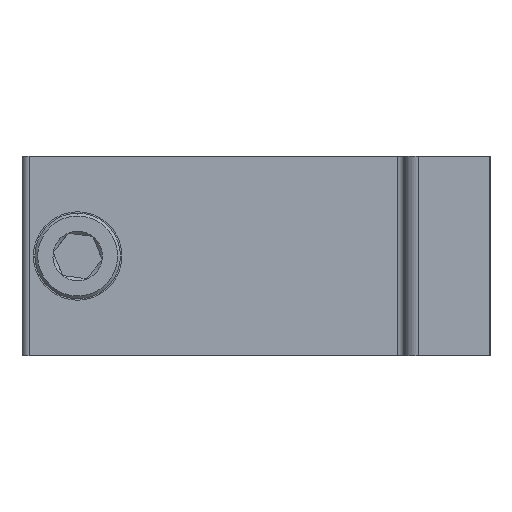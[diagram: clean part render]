
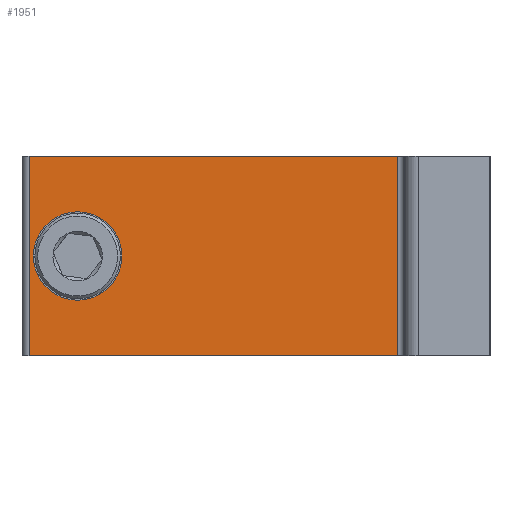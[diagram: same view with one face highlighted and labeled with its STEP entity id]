
A CAD part, left-side view. The second image highlights one B-rep face of the part: STEP entity #1951.
In plain terms, the highlighted planar face has unit normal (-1, 0, 0).
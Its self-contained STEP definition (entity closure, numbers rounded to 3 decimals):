
#51 = CARTESIAN_POINT ( 'NONE',  ( -9., 6., 14. ) ) ;
#73 = FACE_BOUND ( 'NONE', #375, .T. ) ;
#105 = VERTEX_POINT ( 'NONE', #1445 ) ;
#116 = CARTESIAN_POINT ( 'NONE',  ( -9., 32.3, 14. ) ) ;
#124 = DIRECTION ( 'NONE',  ( -1., 0., 0. ) ) ;
#218 = VERTEX_POINT ( 'NONE', #1323 ) ;
#275 = LINE ( 'NONE', #1768, #2056 ) ;
#286 = DIRECTION ( 'NONE',  ( 0., -1., 0. ) ) ;
#296 = DIRECTION ( 'NONE',  ( 0., -1., 0. ) ) ;
#309 = EDGE_CURVE ( 'NONE', #218, #105, #526, .T. ) ;
#327 = CARTESIAN_POINT ( 'NONE',  ( -9., 25.8, 7. ) ) ;
#375 = EDGE_LOOP ( 'NONE', ( #1044, #643 ) ) ;
#377 = EDGE_CURVE ( 'NONE', #1070, #1201, #861, .T. ) ;
#380 = DIRECTION ( 'NONE',  ( 1., 0., 0. ) ) ;
#393 = EDGE_CURVE ( 'NONE', #1869, #105, #275, .T. ) ;
#417 = EDGE_CURVE ( 'NONE', #1869, #1763, #646, .T. ) ;
#482 = VECTOR ( 'NONE', #837, 1000. ) ;
#526 = LINE ( 'NONE', #2010, #482 ) ;
#551 = FACE_OUTER_BOUND ( 'NONE', #1419, .T. ) ;
#643 = ORIENTED_EDGE ( 'NONE', *, *, #1613, .F. ) ;
#646 = LINE ( 'NONE', #116, #1446 ) ;
#697 = AXIS2_PLACEMENT_3D ( 'NONE', #51, #380, #724 ) ;
#724 = DIRECTION ( 'NONE',  ( 0., 1., 0. ) ) ;
#737 = CARTESIAN_POINT ( 'NONE',  ( -9., 6., 0. ) ) ;
#803 = DIRECTION ( 'NONE',  ( 0., -1., 0. ) ) ;
#837 = DIRECTION ( 'NONE',  ( 0., 0., 1. ) ) ;
#859 = CIRCLE ( 'NONE', #1136, 3.1 ) ;
#861 = CIRCLE ( 'NONE', #893, 3.1 ) ;
#893 = AXIS2_PLACEMENT_3D ( 'NONE', #1288, #1100, #296 ) ;
#1044 = ORIENTED_EDGE ( 'NONE', *, *, #377, .F. ) ;
#1070 = VERTEX_POINT ( 'NONE', #327 ) ;
#1100 = DIRECTION ( 'NONE',  ( -1., 0., 0. ) ) ;
#1136 = AXIS2_PLACEMENT_3D ( 'NONE', #1252, #124, #803 ) ;
#1156 = ORIENTED_EDGE ( 'NONE', *, *, #393, .F. ) ;
#1201 = VERTEX_POINT ( 'NONE', #1234 ) ;
#1209 = LINE ( 'NONE', #737, #1622 ) ;
#1234 = CARTESIAN_POINT ( 'NONE',  ( -9., 32., 7. ) ) ;
#1252 = CARTESIAN_POINT ( 'NONE',  ( -9., 28.9, 7. ) ) ;
#1288 = CARTESIAN_POINT ( 'NONE',  ( -9., 28.9, 7. ) ) ;
#1323 = CARTESIAN_POINT ( 'NONE',  ( -9., 6.5, 0. ) ) ;
#1407 = CARTESIAN_POINT ( 'NONE',  ( -9., 32.3, 0. ) ) ;
#1419 = EDGE_LOOP ( 'NONE', ( #1156, #1783, #1683, #1898 ) ) ;
#1433 = DIRECTION ( 'NONE',  ( 0., 0., -1. ) ) ;
#1445 = CARTESIAN_POINT ( 'NONE',  ( -9., 6.5, 14. ) ) ;
#1446 = VECTOR ( 'NONE', #1433, 1000. ) ;
#1542 = DIRECTION ( 'NONE',  ( 0., -1., 0. ) ) ;
#1613 = EDGE_CURVE ( 'NONE', #1201, #1070, #859, .T. ) ;
#1622 = VECTOR ( 'NONE', #1542, 1000. ) ;
#1683 = ORIENTED_EDGE ( 'NONE', *, *, #1934, .T. ) ;
#1763 = VERTEX_POINT ( 'NONE', #1407 ) ;
#1768 = CARTESIAN_POINT ( 'NONE',  ( -9., 6., 14. ) ) ;
#1783 = ORIENTED_EDGE ( 'NONE', *, *, #417, .T. ) ;
#1869 = VERTEX_POINT ( 'NONE', #2131 ) ;
#1898 = ORIENTED_EDGE ( 'NONE', *, *, #309, .T. ) ;
#1934 = EDGE_CURVE ( 'NONE', #1763, #218, #1209, .T. ) ;
#1951 = ADVANCED_FACE ( 'NONE', ( #73, #551 ), #2041, .F. ) ;
#2010 = CARTESIAN_POINT ( 'NONE',  ( -9., 6.5, 14. ) ) ;
#2041 = PLANE ( 'NONE',  #697 ) ;
#2056 = VECTOR ( 'NONE', #286, 1000. ) ;
#2131 = CARTESIAN_POINT ( 'NONE',  ( -9., 32.3, 14. ) ) ;
